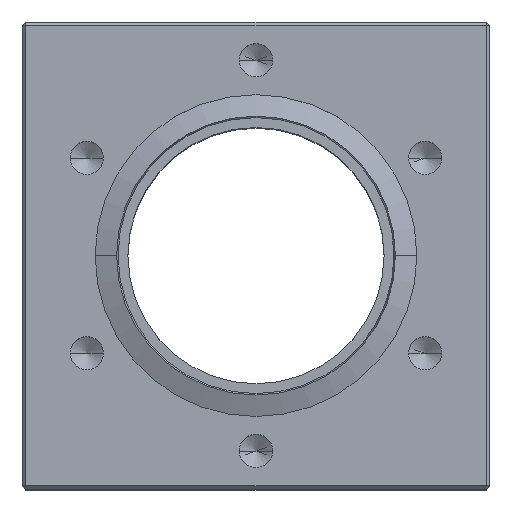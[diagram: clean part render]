
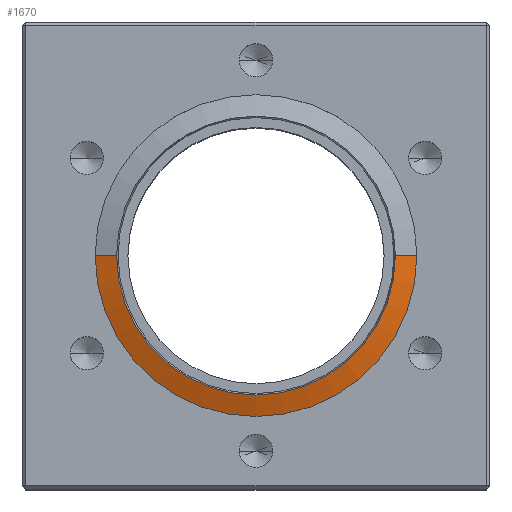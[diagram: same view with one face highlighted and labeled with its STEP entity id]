
A CAD part, top view. The second image highlights one B-rep face of the part: STEP entity #1670.
In plain terms, the highlighted conical face has half-angle 70 degrees and reference radius 24.175 mm.
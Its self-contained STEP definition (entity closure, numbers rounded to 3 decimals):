
#48 = CARTESIAN_POINT ( 'NONE',  ( 0., 0., 33.326 ) ) ;
#282 = AXIS2_PLACEMENT_3D ( 'NONE', #48, #7735, #2088 ) ;
#526 = CARTESIAN_POINT ( 'NONE',  ( 20.95, 0., 34.5 ) ) ;
#532 = ORIENTED_EDGE ( 'NONE', *, *, #7315, .F. ) ;
#871 = EDGE_LOOP ( 'NONE', ( #7198, #6615, #1077, #532 ) ) ;
#908 = FACE_OUTER_BOUND ( 'NONE', #871, .T. ) ;
#1077 = ORIENTED_EDGE ( 'NONE', *, *, #4813, .T. ) ;
#1143 = AXIS2_PLACEMENT_3D ( 'NONE', #4590, #6431, #5255 ) ;
#1601 = LINE ( 'NONE', #5468, #1713 ) ;
#1670 = ADVANCED_FACE ( 'NONE', ( #908 ), #2988, .T. ) ;
#1713 = VECTOR ( 'NONE', #4090, 1000. ) ;
#2046 = CARTESIAN_POINT ( 'NONE',  ( -24.175, 0., 33.326 ) ) ;
#2088 = DIRECTION ( 'NONE',  ( 1., 0., 0. ) ) ;
#2090 = CARTESIAN_POINT ( 'NONE',  ( 24.175, 0., 33.326 ) ) ;
#2200 = CARTESIAN_POINT ( 'NONE',  ( 0., 0., 33.326 ) ) ;
#2735 = CIRCLE ( 'NONE', #1143, 20.95 ) ;
#2988 = CONICAL_SURFACE ( 'NONE', #6775, 24.175, 1.222 ) ;
#3117 = VERTEX_POINT ( 'NONE', #2046 ) ;
#3188 = CARTESIAN_POINT ( 'NONE',  ( -20.95, 0., 34.5 ) ) ;
#3307 = DIRECTION ( 'NONE',  ( 1., 0., 0. ) ) ;
#3362 = DIRECTION ( 'NONE',  ( 0.94, 0., -0.342 ) ) ;
#3403 = LINE ( 'NONE', #2090, #7299 ) ;
#3717 = CARTESIAN_POINT ( 'NONE',  ( 24.175, 0., 33.326 ) ) ;
#4033 = DIRECTION ( 'NONE',  ( 0., 0., -1. ) ) ;
#4090 = DIRECTION ( 'NONE',  ( -0.94, 0., -0.342 ) ) ;
#4590 = CARTESIAN_POINT ( 'NONE',  ( 0., 0., 34.5 ) ) ;
#4813 = EDGE_CURVE ( 'NONE', #3117, #6964, #6707, .T. ) ;
#5255 = DIRECTION ( 'NONE',  ( 1., 0., 0. ) ) ;
#5468 = CARTESIAN_POINT ( 'NONE',  ( -24.175, 0., 33.326 ) ) ;
#6377 = EDGE_CURVE ( 'NONE', #6722, #6940, #2735, .T. ) ;
#6431 = DIRECTION ( 'NONE',  ( 0., 0., 1. ) ) ;
#6615 = ORIENTED_EDGE ( 'NONE', *, *, #7487, .T. ) ;
#6707 = CIRCLE ( 'NONE', #282, 24.175 ) ;
#6722 = VERTEX_POINT ( 'NONE', #3188 ) ;
#6775 = AXIS2_PLACEMENT_3D ( 'NONE', #2200, #4033, #3307 ) ;
#6940 = VERTEX_POINT ( 'NONE', #526 ) ;
#6964 = VERTEX_POINT ( 'NONE', #3717 ) ;
#7198 = ORIENTED_EDGE ( 'NONE', *, *, #6377, .F. ) ;
#7299 = VECTOR ( 'NONE', #3362, 1000. ) ;
#7315 = EDGE_CURVE ( 'NONE', #6940, #6964, #3403, .T. ) ;
#7487 = EDGE_CURVE ( 'NONE', #6722, #3117, #1601, .T. ) ;
#7735 = DIRECTION ( 'NONE',  ( 0., 0., 1. ) ) ;
